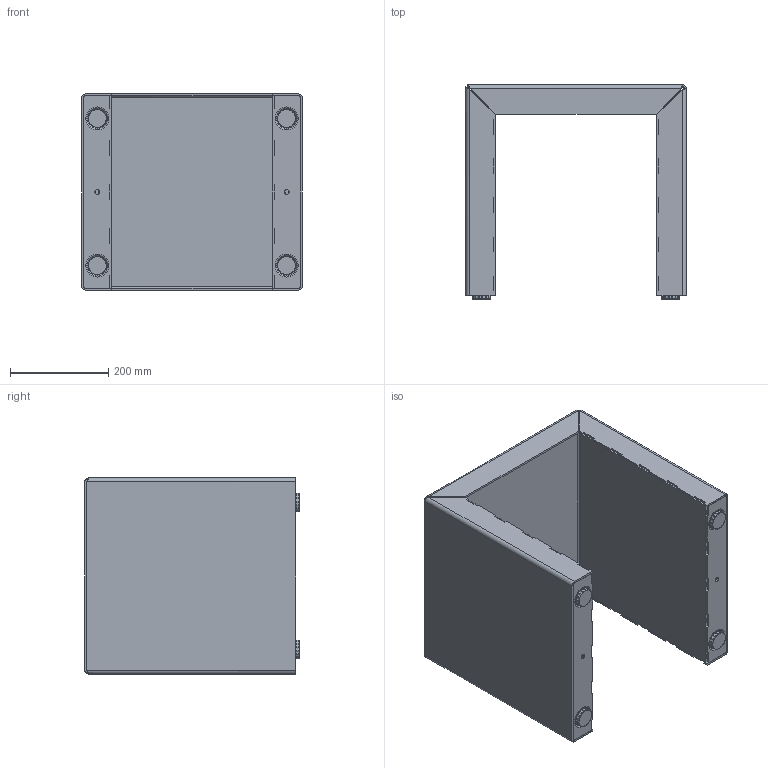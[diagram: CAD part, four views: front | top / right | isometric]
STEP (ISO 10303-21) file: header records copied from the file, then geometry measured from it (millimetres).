
FILE_DESCRIPTION (( 'STEP AP203' ), '1' );
FILE_NAME ('Bench TBC45.STEP', '2020-01-14T08:50:59', ( '' ), ( '' ), 'SwSTEP 2.0', 'SolidWorks 2019', '' );
FILE_SCHEMA (( 'CONFIG_CONTROL_DESIGN' ));
Length unit declared in the file: millimetre
Products named in the file (7): Bench TBC45  strip; Nut DIN934 Aluminum; Bench TBC45; Stelvoet 925 DUPO Ø38 M10x24  9 hoog; Bench TBC45 side; Bench TBC45 Innerside; Bench TBC45 seat
Assembly tree (14 placements, depth 2):
  Bench TBC45
    Bench TBC45 seat
    Bench TBC45  strip  x2
    Bench TBC45 Innerside  x2
    Bench TBC45 side
    Stelvoet 925 DUPO Ø38 M10x24  9 hoog  x4
    Nut DIN934 Aluminum  x4
Bounding box: 450 x 437 x 400 mm (x, y, z)
Volume: 4006816.5 mm3; surface area: 2036377.2 mm2
Topology: 14 solids, 14 shells, 692 faces, 1824 edges, 1176 vertices
Faces by surface type: plane 374, cylinder 206, cone 80, torus 24, bspline 8
Entity records: 11990 total; most frequent: CARTESIAN_POINT 2397, ORIENTED_EDGE 1826, DIRECTION 1759, EDGE_CURVE 913, LINE 703, VECTOR 703, VERTEX_POINT 582, AXIS2_PLACEMENT_3D 528
